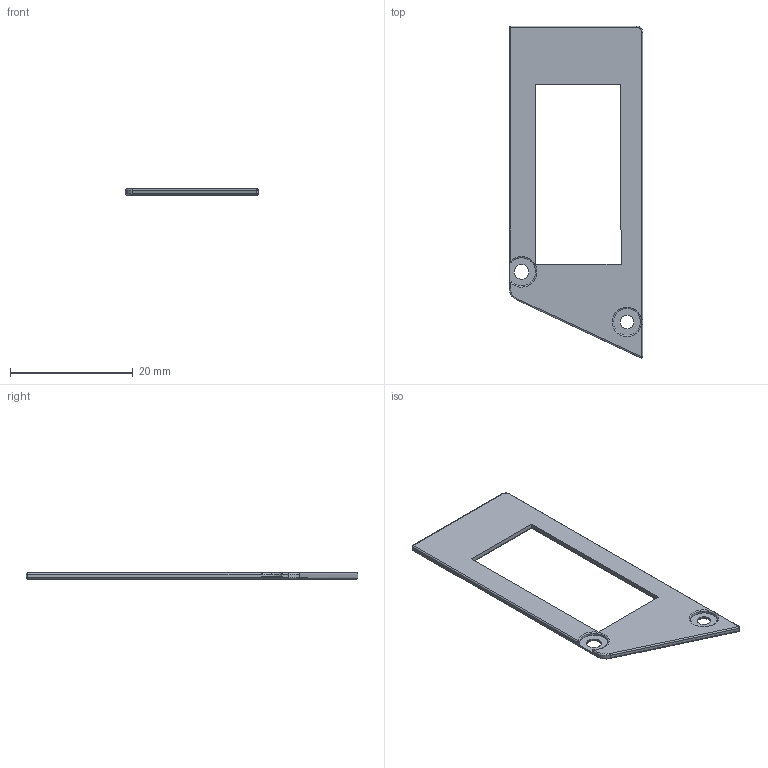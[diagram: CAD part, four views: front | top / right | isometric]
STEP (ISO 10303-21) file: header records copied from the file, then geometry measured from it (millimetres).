
FILE_DESCRIPTION(('HOOPS Exchange Step'),'2;1');
FILE_NAME('temp_export','2024-04-29T14:21:56+06:-30',('ankitbhankharia'),('Shapr3D Limited'),'HOOPS Exchange 2023.2','Shapr3D','Authorized');
FILE_SCHEMA( ('AUTOMOTIVE_DESIGN { 1 0 10303 214 1 1 1 1 }') );
Length unit declared in the file: millimetre
Products named in the file (12): standoffs; right; left; Case; LEFT; M2 x 3 Screw head.SLDPRT (5); M2 x 3 Screw head.SLDPRT (4); M2 x 3 Screw head.SLDPRT (3); M2 x 3 Screw head.SLDPRT (2); M2 x 3 Screw head.SLDPRT (1); M2 x 3 Screw head.SLDPRT; root
Assembly tree (11 placements, depth 4):
  root
    standoffs
    LEFT
      Case
        right
        left
    M2 x 3 Screw head.SLDPRT (5)
    M2 x 3 Screw head.SLDPRT (4)
    M2 x 3 Screw head.SLDPRT (3)
    M2 x 3 Screw head.SLDPRT (2)
    M2 x 3 Screw head.SLDPRT (1)
    M2 x 3 Screw head.SLDPRT
Bounding box: 21.73 x 54.11 x 1 mm (x, y, z)
Volume: 633.2 mm3; surface area: 1504 mm2
Topology: 1 solids, 1 shells, 53 faces, 125 edges, 68 vertices
Faces by surface type: cylinder 25, plane 12, torus 9, sphere 4, bspline 3
Full cylindrical faces by diameter (mm): 2.2 x1, 2.4 x1, 4.4 x1
Entity records: 1899 total; most frequent: CARTESIAN_POINT 451, DIRECTION 307, ORIENTED_EDGE 238, AXIS2_PLACEMENT_3D 127, EDGE_CURVE 119, VERTEX_POINT 68, EDGE_LOOP 59, FACE_BOUND 59
